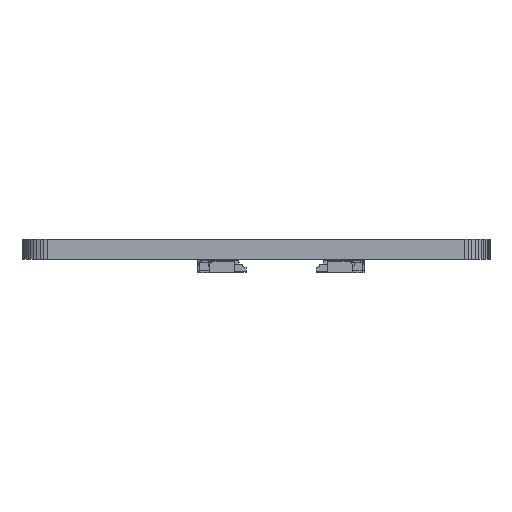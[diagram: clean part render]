
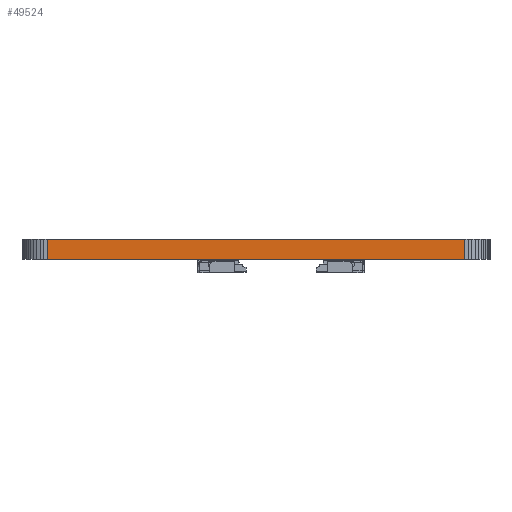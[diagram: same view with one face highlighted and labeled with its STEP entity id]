
A CAD part, left-side view. The second image highlights one B-rep face of the part: STEP entity #49524.
In plain terms, the highlighted planar face has unit normal (-1, 0, 0).
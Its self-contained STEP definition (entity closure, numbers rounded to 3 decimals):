
#43463 = PLANE('',#43464);
#43464 = AXIS2_PLACEMENT_3D('',#43465,#43466,#43467);
#43465 = CARTESIAN_POINT('',(0.,0.379,1.6));
#43466 = DIRECTION('',(-0.,-0.,-1.));
#43467 = DIRECTION('',(-1.,0.,0.));
#43517 = PLANE('',#43518);
#43518 = AXIS2_PLACEMENT_3D('',#43519,#43520,#43521);
#43519 = CARTESIAN_POINT('',(0.,0.379,0.));
#43520 = DIRECTION('',(-0.,-0.,-1.));
#43521 = DIRECTION('',(-1.,0.,0.));
#45894 = VERTEX_POINT('',#45895);
#45895 = CARTESIAN_POINT('',(-22.25,-16.5,0.));
#45909 = PLANE('',#45910);
#45910 = AXIS2_PLACEMENT_3D('',#45911,#45912,#45913);
#45911 = CARTESIAN_POINT('',(-22.23,-16.785,0.));
#45912 = DIRECTION('',(-0.997,-0.071,0.));
#45913 = DIRECTION('',(-0.071,0.997,0.));
#45921 = EDGE_CURVE('',#45894,#45922,#45924,.T.);
#45922 = VERTEX_POINT('',#45923);
#45923 = CARTESIAN_POINT('',(-22.25,16.5,0.));
#45924 = SURFACE_CURVE('',#45925,(#45929,#45936),.PCURVE_S1.);
#45925 = LINE('',#45926,#45927);
#45926 = CARTESIAN_POINT('',(-22.25,-16.5,0.));
#45927 = VECTOR('',#45928,1.);
#45928 = DIRECTION('',(0.,1.,0.));
#45929 = PCURVE('',#43517,#45930);
#45930 = DEFINITIONAL_REPRESENTATION('',(#45931),#45935);
#45931 = LINE('',#45932,#45933);
#45932 = CARTESIAN_POINT('',(22.25,-16.879));
#45933 = VECTOR('',#45934,1.);
#45934 = DIRECTION('',(0.,1.));
#45935 = ( GEOMETRIC_REPRESENTATION_CONTEXT(2) 
PARAMETRIC_REPRESENTATION_CONTEXT() REPRESENTATION_CONTEXT('2D SPACE',''
  ) );
#45936 = PCURVE('',#45937,#45942);
#45937 = PLANE('',#45938);
#45938 = AXIS2_PLACEMENT_3D('',#45939,#45940,#45941);
#45939 = CARTESIAN_POINT('',(-22.25,-16.5,0.));
#45940 = DIRECTION('',(-1.,0.,0.));
#45941 = DIRECTION('',(0.,1.,0.));
#45942 = DEFINITIONAL_REPRESENTATION('',(#45943),#45947);
#45943 = LINE('',#45944,#45945);
#45944 = CARTESIAN_POINT('',(0.,0.));
#45945 = VECTOR('',#45946,1.);
#45946 = DIRECTION('',(1.,0.));
#45947 = ( GEOMETRIC_REPRESENTATION_CONTEXT(2) 
PARAMETRIC_REPRESENTATION_CONTEXT() REPRESENTATION_CONTEXT('2D SPACE',''
  ) );
#45965 = PLANE('',#45966);
#45966 = AXIS2_PLACEMENT_3D('',#45967,#45968,#45969);
#45967 = CARTESIAN_POINT('',(-22.25,16.5,0.));
#45968 = DIRECTION('',(-0.997,0.071,0.));
#45969 = DIRECTION('',(0.071,0.997,0.));
#48347 = VERTEX_POINT('',#48348);
#48348 = CARTESIAN_POINT('',(-22.25,-16.5,1.6));
#48369 = EDGE_CURVE('',#48347,#48370,#48372,.T.);
#48370 = VERTEX_POINT('',#48371);
#48371 = CARTESIAN_POINT('',(-22.25,16.5,1.6));
#48372 = SURFACE_CURVE('',#48373,(#48377,#48384),.PCURVE_S1.);
#48373 = LINE('',#48374,#48375);
#48374 = CARTESIAN_POINT('',(-22.25,-16.5,1.6));
#48375 = VECTOR('',#48376,1.);
#48376 = DIRECTION('',(0.,1.,0.));
#48377 = PCURVE('',#43463,#48378);
#48378 = DEFINITIONAL_REPRESENTATION('',(#48379),#48383);
#48379 = LINE('',#48380,#48381);
#48380 = CARTESIAN_POINT('',(22.25,-16.879));
#48381 = VECTOR('',#48382,1.);
#48382 = DIRECTION('',(0.,1.));
#48383 = ( GEOMETRIC_REPRESENTATION_CONTEXT(2) 
PARAMETRIC_REPRESENTATION_CONTEXT() REPRESENTATION_CONTEXT('2D SPACE',''
  ) );
#48384 = PCURVE('',#45937,#48385);
#48385 = DEFINITIONAL_REPRESENTATION('',(#48386),#48390);
#48386 = LINE('',#48387,#48388);
#48387 = CARTESIAN_POINT('',(0.,-1.6));
#48388 = VECTOR('',#48389,1.);
#48389 = DIRECTION('',(1.,0.));
#48390 = ( GEOMETRIC_REPRESENTATION_CONTEXT(2) 
PARAMETRIC_REPRESENTATION_CONTEXT() REPRESENTATION_CONTEXT('2D SPACE',''
  ) );
#49474 = EDGE_CURVE('',#45922,#48370,#49475,.T.);
#49475 = SURFACE_CURVE('',#49476,(#49480,#49487),.PCURVE_S1.);
#49476 = LINE('',#49477,#49478);
#49477 = CARTESIAN_POINT('',(-22.25,16.5,0.));
#49478 = VECTOR('',#49479,1.);
#49479 = DIRECTION('',(0.,0.,1.));
#49480 = PCURVE('',#45965,#49481);
#49481 = DEFINITIONAL_REPRESENTATION('',(#49482),#49486);
#49482 = LINE('',#49483,#49484);
#49483 = CARTESIAN_POINT('',(0.,0.));
#49484 = VECTOR('',#49485,1.);
#49485 = DIRECTION('',(0.,-1.));
#49486 = ( GEOMETRIC_REPRESENTATION_CONTEXT(2) 
PARAMETRIC_REPRESENTATION_CONTEXT() REPRESENTATION_CONTEXT('2D SPACE',''
  ) );
#49487 = PCURVE('',#45937,#49488);
#49488 = DEFINITIONAL_REPRESENTATION('',(#49489),#49493);
#49489 = LINE('',#49490,#49491);
#49490 = CARTESIAN_POINT('',(33.,0.));
#49491 = VECTOR('',#49492,1.);
#49492 = DIRECTION('',(0.,-1.));
#49493 = ( GEOMETRIC_REPRESENTATION_CONTEXT(2) 
PARAMETRIC_REPRESENTATION_CONTEXT() REPRESENTATION_CONTEXT('2D SPACE',''
  ) );
#49524 = ADVANCED_FACE('',(#49525),#45937,.T.);
#49525 = FACE_BOUND('',#49526,.T.);
#49526 = EDGE_LOOP('',(#49527,#49548,#49549,#49550));
#49527 = ORIENTED_EDGE('',*,*,#49528,.T.);
#49528 = EDGE_CURVE('',#45894,#48347,#49529,.T.);
#49529 = SURFACE_CURVE('',#49530,(#49534,#49541),.PCURVE_S1.);
#49530 = LINE('',#49531,#49532);
#49531 = CARTESIAN_POINT('',(-22.25,-16.5,0.));
#49532 = VECTOR('',#49533,1.);
#49533 = DIRECTION('',(0.,0.,1.));
#49534 = PCURVE('',#45937,#49535);
#49535 = DEFINITIONAL_REPRESENTATION('',(#49536),#49540);
#49536 = LINE('',#49537,#49538);
#49537 = CARTESIAN_POINT('',(0.,0.));
#49538 = VECTOR('',#49539,1.);
#49539 = DIRECTION('',(0.,-1.));
#49540 = ( GEOMETRIC_REPRESENTATION_CONTEXT(2) 
PARAMETRIC_REPRESENTATION_CONTEXT() REPRESENTATION_CONTEXT('2D SPACE',''
  ) );
#49541 = PCURVE('',#45909,#49542);
#49542 = DEFINITIONAL_REPRESENTATION('',(#49543),#49547);
#49543 = LINE('',#49544,#49545);
#49544 = CARTESIAN_POINT('',(0.285,0.));
#49545 = VECTOR('',#49546,1.);
#49546 = DIRECTION('',(0.,-1.));
#49547 = ( GEOMETRIC_REPRESENTATION_CONTEXT(2) 
PARAMETRIC_REPRESENTATION_CONTEXT() REPRESENTATION_CONTEXT('2D SPACE',''
  ) );
#49548 = ORIENTED_EDGE('',*,*,#48369,.T.);
#49549 = ORIENTED_EDGE('',*,*,#49474,.F.);
#49550 = ORIENTED_EDGE('',*,*,#45921,.F.);
